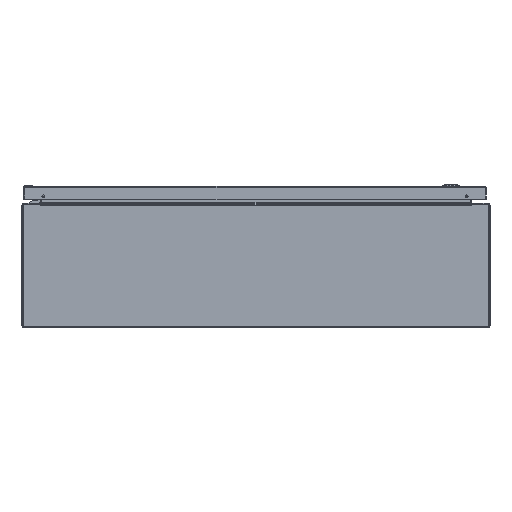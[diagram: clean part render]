
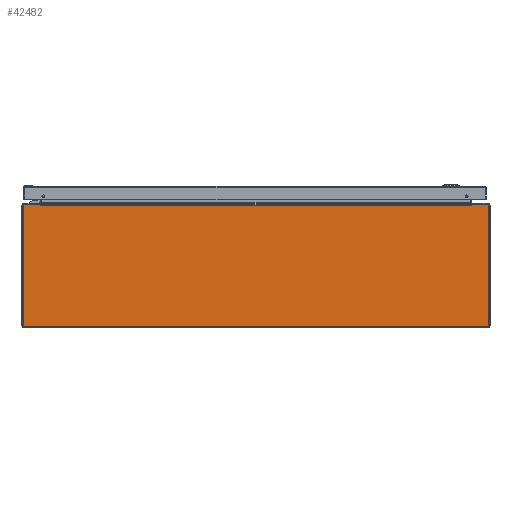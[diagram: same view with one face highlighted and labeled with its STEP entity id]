
A CAD part, front view. The second image highlights one B-rep face of the part: STEP entity #42482.
In plain terms, the highlighted planar face has unit normal (0, -1, 0).
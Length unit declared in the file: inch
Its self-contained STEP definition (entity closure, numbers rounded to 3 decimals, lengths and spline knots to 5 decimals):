
#15 = CARTESIAN_POINT ( 'NONE',  ( 14.937, -18., -3.857 ) ) ;
#1084 = VECTOR ( 'NONE', #48725, 39.37008 ) ;
#2835 = LINE ( 'NONE', #42657, #135487 ) ;
#3259 = DIRECTION ( 'NONE',  ( 0., 1., 0. ) ) ;
#4529 = CARTESIAN_POINT ( 'NONE',  ( -13.798, -18., 3.883 ) ) ;
#8343 = ORIENTED_EDGE ( 'NONE', *, *, #88371, .F. ) ;
#11470 = CARTESIAN_POINT ( 'NONE',  ( 13.81836, -18., 3.91 ) ) ;
#11528 = DIRECTION ( 'NONE',  ( 0., 0., -1. ) ) ;
#12228 = DIRECTION ( 'NONE',  ( 0., 1., 0. ) ) ;
#16099 = DIRECTION ( 'NONE',  ( 0., 0., -1. ) ) ;
#19172 = VECTOR ( 'NONE', #26019, 39.37008 ) ;
#22365 = VERTEX_POINT ( 'NONE', #15 ) ;
#22676 = FACE_OUTER_BOUND ( 'NONE', #96313, .T. ) ;
#23262 = CARTESIAN_POINT ( 'NONE',  ( -14.857, -18., -3.937 ) ) ;
#24199 = AXIS2_PLACEMENT_3D ( 'NONE', #158530, #3259, #44883 ) ;
#25482 = EDGE_CURVE ( 'NONE', #22365, #179330, #168626, .T. ) ;
#26019 = DIRECTION ( 'NONE',  ( -1., 0., 0. ) ) ;
#29332 = ORIENTED_EDGE ( 'NONE', *, *, #54771, .F. ) ;
#35863 = AXIS2_PLACEMENT_3D ( 'NONE', #83491, #112182, #16099 ) ;
#36336 = EDGE_CURVE ( 'NONE', #38031, #139822, #173815, .T. ) ;
#38031 = VERTEX_POINT ( 'NONE', #151231 ) ;
#38307 = VECTOR ( 'NONE', #110722, 39.37008 ) ;
#39728 = VERTEX_POINT ( 'NONE', #86347 ) ;
#41735 = ORIENTED_EDGE ( 'NONE', *, *, #168732, .F. ) ;
#42482 = ADVANCED_FACE ( 'NONE', ( #22676 ), #165896, .T. ) ;
#42537 = VECTOR ( 'NONE', #118487, 39.37008 ) ;
#42657 = CARTESIAN_POINT ( 'NONE',  ( 13.80579, -18., 3.883 ) ) ;
#43357 = ORIENTED_EDGE ( 'NONE', *, *, #105281, .F. ) ;
#43852 = VECTOR ( 'NONE', #120802, 39.37008 ) ;
#44883 = DIRECTION ( 'NONE',  ( 0., 0., -1. ) ) ;
#48725 = DIRECTION ( 'NONE',  ( 0.174, 0., -0.985 ) ) ;
#49155 = CARTESIAN_POINT ( 'NONE',  ( 0., -18., 3.883 ) ) ;
#50062 = CIRCLE ( 'NONE', #153336, 0.08 ) ;
#52290 = ORIENTED_EDGE ( 'NONE', *, *, #36336, .F. ) ;
#53108 = ORIENTED_EDGE ( 'NONE', *, *, #84983, .F. ) ;
#54373 = CARTESIAN_POINT ( 'NONE',  ( -13.80579, -18., 3.883 ) ) ;
#54771 = EDGE_CURVE ( 'NONE', #177934, #166703, #174995, .T. ) ;
#55746 = DIRECTION ( 'NONE',  ( -0.174, 0., -0.985 ) ) ;
#57261 = ORIENTED_EDGE ( 'NONE', *, *, #25482, .F. ) ;
#58924 = ORIENTED_EDGE ( 'NONE', *, *, #123373, .T. ) ;
#59275 = VERTEX_POINT ( 'NONE', #83764 ) ;
#62074 = VECTOR ( 'NONE', #145410, 39.37008 ) ;
#62660 = CARTESIAN_POINT ( 'NONE',  ( -13.81836, -18., 3.91 ) ) ;
#63608 = LINE ( 'NONE', #160643, #43852 ) ;
#64104 = ORIENTED_EDGE ( 'NONE', *, *, #115845, .F. ) ;
#65762 = LINE ( 'NONE', #140522, #19172 ) ;
#66631 = ORIENTED_EDGE ( 'NONE', *, *, #118724, .F. ) ;
#67440 = EDGE_CURVE ( 'NONE', #151062, #101543, #76000, .T. ) ;
#69059 = CARTESIAN_POINT ( 'NONE',  ( -13.82312, -18., 3.937 ) ) ;
#70188 = CARTESIAN_POINT ( 'NONE',  ( 13.82312, -18., 3.937 ) ) ;
#76000 = LINE ( 'NONE', #49155, #42537 ) ;
#79086 = DIRECTION ( 'NONE',  ( 0., 1., 0. ) ) ;
#79438 = CARTESIAN_POINT ( 'NONE',  ( 0., -18., 3.937 ) ) ;
#80167 = CARTESIAN_POINT ( 'NONE',  ( 14.857, -18., 3.937 ) ) ;
#83491 = CARTESIAN_POINT ( 'NONE',  ( 14.857, -18., -3.857 ) ) ;
#83764 = CARTESIAN_POINT ( 'NONE',  ( 13.8136, -18., 3.883 ) ) ;
#83996 = EDGE_CURVE ( 'NONE', #39728, #101543, #180942, .T. ) ;
#84983 = EDGE_CURVE ( 'NONE', #170782, #39728, #144877, .T. ) ;
#86347 = CARTESIAN_POINT ( 'NONE',  ( -13.8136, -18., 3.883 ) ) ;
#88371 = EDGE_CURVE ( 'NONE', #109558, #170782, #119216, .T. ) ;
#88954 = CIRCLE ( 'NONE', #24199, 0.08 ) ;
#91396 = CARTESIAN_POINT ( 'NONE',  ( -14.937, -18., 0. ) ) ;
#91831 = VECTOR ( 'NONE', #55746, 39.37008 ) ;
#92324 = DIRECTION ( 'NONE',  ( 0., 0., 1. ) ) ;
#93822 = CARTESIAN_POINT ( 'NONE',  ( 14.857, -18., 3.857 ) ) ;
#96313 = EDGE_LOOP ( 'NONE', ( #8343, #66631, #52290, #143898, #43357, #57261, #64104, #41735, #29332, #58924, #181961, #125386, #144283, #53108 ) ) ;
#101543 = VERTEX_POINT ( 'NONE', #4529 ) ;
#105281 = EDGE_CURVE ( 'NONE', #179330, #145508, #65762, .T. ) ;
#105848 = DIRECTION ( 'NONE',  ( 0., 0., -1. ) ) ;
#109558 = VERTEX_POINT ( 'NONE', #169262 ) ;
#110722 = DIRECTION ( 'NONE',  ( 1., 0., 0. ) ) ;
#112182 = DIRECTION ( 'NONE',  ( 0., 1., 0. ) ) ;
#115845 = EDGE_CURVE ( 'NONE', #116277, #22365, #63608, .T. ) ;
#116277 = VERTEX_POINT ( 'NONE', #161124 ) ;
#118127 = DIRECTION ( 'NONE',  ( 0., 0., -1. ) ) ;
#118487 = DIRECTION ( 'NONE',  ( -1., 0., 0. ) ) ;
#118724 = EDGE_CURVE ( 'NONE', #139822, #109558, #88954, .T. ) ;
#119216 = LINE ( 'NONE', #79438, #155414 ) ;
#120144 = DIRECTION ( 'NONE',  ( 1., 0., 0. ) ) ;
#120802 = DIRECTION ( 'NONE',  ( 0., 0., -1. ) ) ;
#123373 = EDGE_CURVE ( 'NONE', #177934, #59275, #181429, .T. ) ;
#123987 = CARTESIAN_POINT ( 'NONE',  ( -14.857, -18., -3.857 ) ) ;
#124909 = CARTESIAN_POINT ( 'NONE',  ( 13.798, -18., 3.883 ) ) ;
#125386 = ORIENTED_EDGE ( 'NONE', *, *, #67440, .T. ) ;
#131811 = CIRCLE ( 'NONE', #155401, 0.08 ) ;
#133475 = EDGE_CURVE ( 'NONE', #145508, #38031, #131811, .T. ) ;
#135487 = VECTOR ( 'NONE', #141502, 39.37008 ) ;
#136023 = EDGE_CURVE ( 'NONE', #59275, #151062, #2835, .T. ) ;
#137953 = CARTESIAN_POINT ( 'NONE',  ( -14.937, -18., 3.857 ) ) ;
#139822 = VERTEX_POINT ( 'NONE', #137953 ) ;
#140522 = CARTESIAN_POINT ( 'NONE',  ( 0., -18., -3.937 ) ) ;
#141502 = DIRECTION ( 'NONE',  ( -1., 0., 0. ) ) ;
#143898 = ORIENTED_EDGE ( 'NONE', *, *, #133475, .F. ) ;
#144283 = ORIENTED_EDGE ( 'NONE', *, *, #83996, .F. ) ;
#144877 = LINE ( 'NONE', #62660, #1084 ) ;
#145410 = DIRECTION ( 'NONE',  ( 1., 0., 0. ) ) ;
#145508 = VERTEX_POINT ( 'NONE', #23262 ) ;
#150493 = AXIS2_PLACEMENT_3D ( 'NONE', #167707, #169534, #11528 ) ;
#151062 = VERTEX_POINT ( 'NONE', #124909 ) ;
#151231 = CARTESIAN_POINT ( 'NONE',  ( -14.937, -18., -3.857 ) ) ;
#152154 = CARTESIAN_POINT ( 'NONE',  ( 14.857, -18., -3.937 ) ) ;
#153336 = AXIS2_PLACEMENT_3D ( 'NONE', #93822, #79086, #105848 ) ;
#155401 = AXIS2_PLACEMENT_3D ( 'NONE', #123987, #12228, #118127 ) ;
#155414 = VECTOR ( 'NONE', #120144, 39.37008 ) ;
#158530 = CARTESIAN_POINT ( 'NONE',  ( -14.857, -18., 3.857 ) ) ;
#160643 = CARTESIAN_POINT ( 'NONE',  ( 14.937, -18., 0. ) ) ;
#161124 = CARTESIAN_POINT ( 'NONE',  ( 14.937, -18., 3.857 ) ) ;
#161136 = CARTESIAN_POINT ( 'NONE',  ( 0., -18., 3.937 ) ) ;
#165896 = PLANE ( 'NONE',  #150493 ) ;
#166703 = VERTEX_POINT ( 'NONE', #80167 ) ;
#167707 = CARTESIAN_POINT ( 'NONE',  ( 0., -18., 0. ) ) ;
#168626 = CIRCLE ( 'NONE', #35863, 0.08 ) ;
#168732 = EDGE_CURVE ( 'NONE', #166703, #116277, #50062, .T. ) ;
#169262 = CARTESIAN_POINT ( 'NONE',  ( -14.857, -18., 3.937 ) ) ;
#169534 = DIRECTION ( 'NONE',  ( 0., -1., 0. ) ) ;
#170782 = VERTEX_POINT ( 'NONE', #69059 ) ;
#173815 = LINE ( 'NONE', #91396, #179078 ) ;
#174995 = LINE ( 'NONE', #161136, #62074 ) ;
#177934 = VERTEX_POINT ( 'NONE', #70188 ) ;
#179078 = VECTOR ( 'NONE', #92324, 39.37008 ) ;
#179330 = VERTEX_POINT ( 'NONE', #152154 ) ;
#180942 = LINE ( 'NONE', #54373, #38307 ) ;
#181429 = LINE ( 'NONE', #11470, #91831 ) ;
#181961 = ORIENTED_EDGE ( 'NONE', *, *, #136023, .T. ) ;
